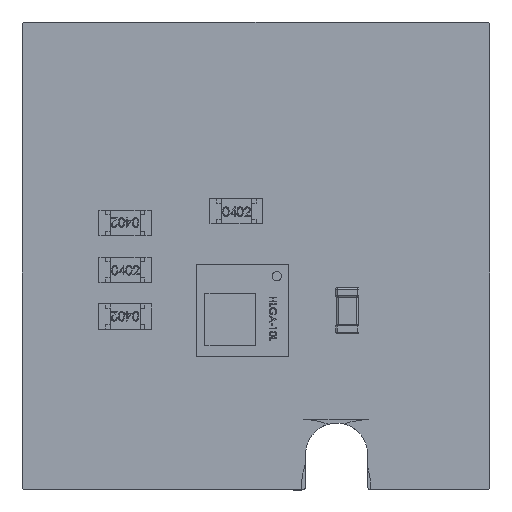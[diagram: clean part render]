
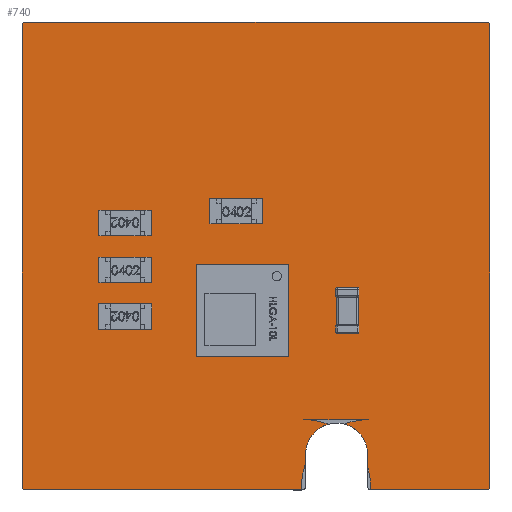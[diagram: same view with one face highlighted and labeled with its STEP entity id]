
A CAD part, top view. The second image highlights one B-rep face of the part: STEP entity #740.
In plain terms, the highlighted planar face has unit normal (0, 0, 1).
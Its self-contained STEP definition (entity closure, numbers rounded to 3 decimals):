
#109 = VERTEX_POINT('',#110);
#110 = CARTESIAN_POINT('',(-0.077,0.,0.752));
#116 = EDGE_CURVE('',#109,#117,#119,.T.);
#117 = VERTEX_POINT('',#118);
#118 = CARTESIAN_POINT('',(0.,-0.077,
    0.752));
#119 = CIRCLE('',#120,0.079);
#120 = AXIS2_PLACEMENT_3D('',#121,#122,#123);
#121 = CARTESIAN_POINT('',(0.002,0.002,
    0.752));
#122 = DIRECTION('',(0.,0.,1.));
#123 = DIRECTION('',(-1.,-0.02,0.));
#149 = EDGE_CURVE('',#117,#150,#152,.T.);
#150 = VERTEX_POINT('',#151);
#151 = CARTESIAN_POINT('',(5.989,-0.077,0.752)
  );
#152 = LINE('',#153,#154);
#153 = CARTESIAN_POINT('',(0.,-0.077,0.752));
#154 = VECTOR('',#155,1.);
#155 = DIRECTION('',(1.,0.,0.));
#182 = VERTEX_POINT('',#183);
#183 = CARTESIAN_POINT('',(6.077,0.502,0.752));
#189 = EDGE_CURVE('',#182,#150,#190,.T.);
#190 = CIRCLE('',#191,1.45);
#191 = AXIS2_PLACEMENT_3D('',#192,#193,#194);
#192 = CARTESIAN_POINT('',(7.437,0.,0.752));
#193 = DIRECTION('',(0.,0.,1.));
#194 = DIRECTION('',(0.,1.,0.));
#213 = EDGE_CURVE('',#182,#214,#216,.T.);
#214 = VERTEX_POINT('',#215);
#215 = CARTESIAN_POINT('',(6.077,0.7,0.752));
#216 = LINE('',#217,#218);
#217 = CARTESIAN_POINT('',(6.077,0.,0.752));
#218 = VECTOR('',#219,1.);
#219 = DIRECTION('',(0.,1.,0.));
#244 = EDGE_CURVE('',#214,#245,#247,.T.);
#245 = VERTEX_POINT('',#246);
#246 = CARTESIAN_POINT('',(6.57,1.349,0.752));
#247 = CIRCLE('',#248,0.673);
#248 = AXIS2_PLACEMENT_3D('',#249,#250,#251);
#249 = CARTESIAN_POINT('',(6.75,0.7,0.752));
#250 = DIRECTION('',(0.,0.,-1.));
#251 = DIRECTION('',(-1.,0.,0.));
#277 = EDGE_CURVE('',#245,#278,#280,.T.);
#278 = VERTEX_POINT('',#279);
#279 = CARTESIAN_POINT('',(6.037,1.45,0.752));
#280 = CIRCLE('',#281,1.45);
#281 = AXIS2_PLACEMENT_3D('',#282,#283,#284);
#282 = CARTESIAN_POINT('',(6.037,0.,0.752));
#283 = DIRECTION('',(0.,0.,1.));
#284 = DIRECTION('',(0.,-1.,0.));
#310 = EDGE_CURVE('',#278,#311,#313,.T.);
#311 = VERTEX_POINT('',#312);
#312 = CARTESIAN_POINT('',(7.437,1.45,0.752));
#313 = LINE('',#314,#315);
#314 = CARTESIAN_POINT('',(6.037,1.45,0.752));
#315 = VECTOR('',#316,1.);
#316 = DIRECTION('',(1.,0.,0.));
#341 = EDGE_CURVE('',#311,#342,#344,.T.);
#342 = VERTEX_POINT('',#343);
#343 = CARTESIAN_POINT('',(6.915,1.353,0.752));
#344 = CIRCLE('',#345,1.45);
#345 = AXIS2_PLACEMENT_3D('',#346,#347,#348);
#346 = CARTESIAN_POINT('',(7.437,0.,0.752));
#347 = DIRECTION('',(0.,0.,1.));
#348 = DIRECTION('',(0.,1.,0.));
#374 = EDGE_CURVE('',#342,#375,#377,.T.);
#375 = VERTEX_POINT('',#376);
#376 = CARTESIAN_POINT('',(7.423,0.7,0.752));
#377 = CIRCLE('',#378,0.673);
#378 = AXIS2_PLACEMENT_3D('',#379,#380,#381);
#379 = CARTESIAN_POINT('',(6.75,0.7,0.752));
#380 = DIRECTION('',(0.,0.,-1.));
#381 = DIRECTION('',(-1.,0.,0.));
#407 = EDGE_CURVE('',#375,#408,#410,.T.);
#408 = VERTEX_POINT('',#409);
#409 = CARTESIAN_POINT('',(7.423,0.427,0.752));
#410 = LINE('',#411,#412);
#411 = CARTESIAN_POINT('',(7.423,0.7,0.752));
#412 = VECTOR('',#413,1.);
#413 = DIRECTION('',(0.,-1.,0.));
#440 = VERTEX_POINT('',#441);
#441 = CARTESIAN_POINT('',(7.485,-0.075,0.752));
#447 = EDGE_CURVE('',#440,#408,#448,.T.);
#448 = CIRCLE('',#449,1.45);
#449 = AXIS2_PLACEMENT_3D('',#450,#451,#452);
#450 = CARTESIAN_POINT('',(6.037,0.,0.752));
#451 = DIRECTION('',(0.,0.,1.));
#452 = DIRECTION('',(0.,-1.,0.));
#471 = EDGE_CURVE('',#440,#472,#474,.T.);
#472 = VERTEX_POINT('',#473);
#473 = CARTESIAN_POINT('',(7.5,-0.077,0.752));
#474 = CIRCLE('',#475,0.079);
#475 = AXIS2_PLACEMENT_3D('',#476,#477,#478);
#476 = CARTESIAN_POINT('',(7.502,0.002,0.752));
#477 = DIRECTION('',(0.,0.,1.));
#478 = DIRECTION('',(-1.,-0.02,0.));
#504 = EDGE_CURVE('',#472,#505,#507,.T.);
#505 = VERTEX_POINT('',#506);
#506 = CARTESIAN_POINT('',(10.,-0.077,0.752));
#507 = LINE('',#508,#509);
#508 = CARTESIAN_POINT('',(7.5,-0.077,0.752));
#509 = VECTOR('',#510,1.);
#510 = DIRECTION('',(1.,0.,0.));
#535 = EDGE_CURVE('',#505,#536,#538,.T.);
#536 = VERTEX_POINT('',#537);
#537 = CARTESIAN_POINT('',(10.077,0.,0.752)
  );
#538 = CIRCLE('',#539,0.079);
#539 = AXIS2_PLACEMENT_3D('',#540,#541,#542);
#540 = CARTESIAN_POINT('',(9.998,0.002,0.752));
#541 = DIRECTION('',(0.,0.,1.));
#542 = DIRECTION('',(0.02,-1.,0.));
#568 = EDGE_CURVE('',#536,#569,#571,.T.);
#569 = VERTEX_POINT('',#570);
#570 = CARTESIAN_POINT('',(10.077,10.,0.752));
#571 = LINE('',#572,#573);
#572 = CARTESIAN_POINT('',(10.077,0.,0.752));
#573 = VECTOR('',#574,1.);
#574 = DIRECTION('',(0.,1.,0.));
#599 = EDGE_CURVE('',#569,#600,#602,.T.);
#600 = VERTEX_POINT('',#601);
#601 = CARTESIAN_POINT('',(10.,10.077,0.752));
#602 = CIRCLE('',#603,0.079);
#603 = AXIS2_PLACEMENT_3D('',#604,#605,#606);
#604 = CARTESIAN_POINT('',(9.998,9.998,0.752));
#605 = DIRECTION('',(0.,0.,1.));
#606 = DIRECTION('',(1.,0.02,0.));
#632 = EDGE_CURVE('',#600,#633,#635,.T.);
#633 = VERTEX_POINT('',#634);
#634 = CARTESIAN_POINT('',(0.,10.077,0.752)
  );
#635 = LINE('',#636,#637);
#636 = CARTESIAN_POINT('',(10.,10.077,0.752));
#637 = VECTOR('',#638,1.);
#638 = DIRECTION('',(-1.,0.,0.));
#663 = EDGE_CURVE('',#633,#664,#666,.T.);
#664 = VERTEX_POINT('',#665);
#665 = CARTESIAN_POINT('',(-0.077,10.,0.752));
#666 = CIRCLE('',#667,0.079);
#667 = AXIS2_PLACEMENT_3D('',#668,#669,#670);
#668 = CARTESIAN_POINT('',(0.002,9.998,0.752));
#669 = DIRECTION('',(0.,0.,1.));
#670 = DIRECTION('',(-0.02,1.,0.));
#696 = EDGE_CURVE('',#664,#109,#697,.T.);
#697 = LINE('',#698,#699);
#698 = CARTESIAN_POINT('',(-0.077,10.,0.752));
#699 = VECTOR('',#700,1.);
#700 = DIRECTION('',(0.,-1.,0.));
#740 = ADVANCED_FACE('',(#741),#762,.F.);
#741 = FACE_BOUND('',#742,.F.);
#742 = EDGE_LOOP('',(#743,#744,#745,#746,#747,#748,#749,#750,#751,#752,
    #753,#754,#755,#756,#757,#758,#759,#760,#761));
#743 = ORIENTED_EDGE('',*,*,#116,.F.);
#744 = ORIENTED_EDGE('',*,*,#696,.F.);
#745 = ORIENTED_EDGE('',*,*,#663,.F.);
#746 = ORIENTED_EDGE('',*,*,#632,.F.);
#747 = ORIENTED_EDGE('',*,*,#599,.F.);
#748 = ORIENTED_EDGE('',*,*,#568,.F.);
#749 = ORIENTED_EDGE('',*,*,#535,.F.);
#750 = ORIENTED_EDGE('',*,*,#504,.F.);
#751 = ORIENTED_EDGE('',*,*,#471,.F.);
#752 = ORIENTED_EDGE('',*,*,#447,.T.);
#753 = ORIENTED_EDGE('',*,*,#407,.F.);
#754 = ORIENTED_EDGE('',*,*,#374,.F.);
#755 = ORIENTED_EDGE('',*,*,#341,.F.);
#756 = ORIENTED_EDGE('',*,*,#310,.F.);
#757 = ORIENTED_EDGE('',*,*,#277,.F.);
#758 = ORIENTED_EDGE('',*,*,#244,.F.);
#759 = ORIENTED_EDGE('',*,*,#213,.F.);
#760 = ORIENTED_EDGE('',*,*,#189,.T.);
#761 = ORIENTED_EDGE('',*,*,#149,.F.);
#762 = PLANE('',#763);
#763 = AXIS2_PLACEMENT_3D('',#764,#765,#766);
#764 = CARTESIAN_POINT('',(-0.077,0.,0.752));
#765 = DIRECTION('',(0.,0.,-1.));
#766 = DIRECTION('',(-1.,0.,0.));
